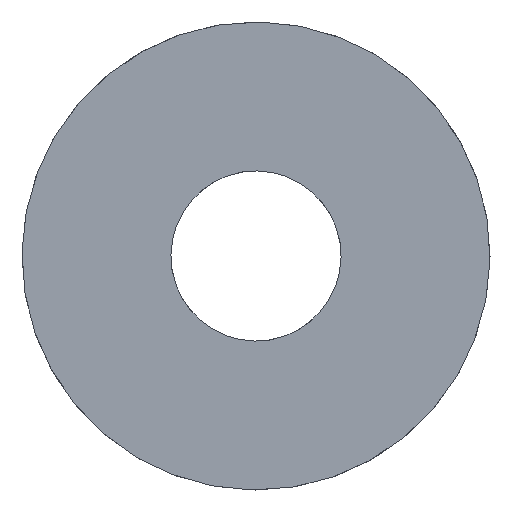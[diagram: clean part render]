
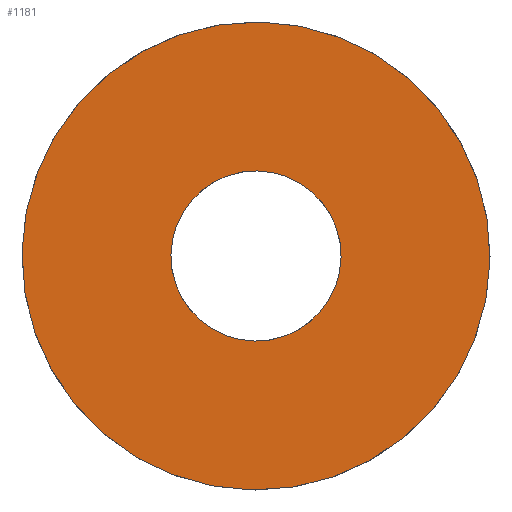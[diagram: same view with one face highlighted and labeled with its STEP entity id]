
A CAD part, front view. The second image highlights one B-rep face of the part: STEP entity #1181.
In plain terms, the highlighted face is planar.
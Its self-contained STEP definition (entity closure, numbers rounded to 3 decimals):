
#34 = ORIENTED_EDGE ( 'NONE', *, *, #80, .T. ) ;
#54 = DIRECTION ( 'NONE',  ( 0., 1., 0. ) ) ;
#77 = CIRCLE ( 'NONE', #1403, 4. ) ;
#80 = EDGE_CURVE ( 'NONE', #383, #1721, #411, .T. ) ;
#176 = CARTESIAN_POINT ( 'NONE',  ( 0., 2.3, -11. ) ) ;
#191 = AXIS2_PLACEMENT_3D ( 'NONE', #733, #54, #1052 ) ;
#309 = VERTEX_POINT ( 'NONE', #1210 ) ;
#383 = VERTEX_POINT ( 'NONE', #974 ) ;
#409 = VERTEX_POINT ( 'NONE', #1689 ) ;
#411 = CIRCLE ( 'NONE', #191, 11. ) ;
#471 = ORIENTED_EDGE ( 'NONE', *, *, #805, .F. ) ;
#499 = ORIENTED_EDGE ( 'NONE', *, *, #629, .T. ) ;
#618 = DIRECTION ( 'NONE',  ( 0., 1., 0. ) ) ;
#629 = EDGE_CURVE ( 'NONE', #1721, #383, #1696, .T. ) ;
#687 = AXIS2_PLACEMENT_3D ( 'NONE', #968, #618, #1441 ) ;
#733 = CARTESIAN_POINT ( 'NONE',  ( 0., 2.3, 0. ) ) ;
#750 = CARTESIAN_POINT ( 'NONE',  ( 0., 2.3, 0. ) ) ;
#766 = FACE_OUTER_BOUND ( 'NONE', #1245, .T. ) ;
#788 = DIRECTION ( 'NONE',  ( 0., 0., 1. ) ) ;
#805 = EDGE_CURVE ( 'NONE', #309, #409, #1322, .T. ) ;
#937 = CARTESIAN_POINT ( 'NONE',  ( 0., 2.3, 0. ) ) ;
#968 = CARTESIAN_POINT ( 'NONE',  ( 0., 2.3, 0. ) ) ;
#974 = CARTESIAN_POINT ( 'NONE',  ( 0., 2.3, 11. ) ) ;
#1044 = EDGE_CURVE ( 'NONE', #409, #309, #77, .T. ) ;
#1052 = DIRECTION ( 'NONE',  ( 0., 0., 1. ) ) ;
#1164 = DIRECTION ( 'NONE',  ( 0., 0., 1. ) ) ;
#1181 = ADVANCED_FACE ( 'NONE', ( #766, #1341 ), #1777, .T. ) ;
#1185 = DIRECTION ( 'NONE',  ( 0., 1., 0. ) ) ;
#1210 = CARTESIAN_POINT ( 'NONE',  ( 0., 2.3, -4. ) ) ;
#1219 = DIRECTION ( 'NONE',  ( 0., 1., 0. ) ) ;
#1233 = CARTESIAN_POINT ( 'NONE',  ( 0., 2.3, 0. ) ) ;
#1245 = EDGE_LOOP ( 'NONE', ( #499, #34 ) ) ;
#1322 = CIRCLE ( 'NONE', #1550, 4. ) ;
#1341 = FACE_BOUND ( 'NONE', #1756, .T. ) ;
#1366 = DIRECTION ( 'NONE',  ( 0., 0., 1. ) ) ;
#1403 = AXIS2_PLACEMENT_3D ( 'NONE', #750, #1185, #1164 ) ;
#1441 = DIRECTION ( 'NONE',  ( 0., 0., 1. ) ) ;
#1505 = DIRECTION ( 'NONE',  ( 0., 1., 0. ) ) ;
#1550 = AXIS2_PLACEMENT_3D ( 'NONE', #1233, #1219, #1366 ) ;
#1565 = ORIENTED_EDGE ( 'NONE', *, *, #1044, .F. ) ;
#1689 = CARTESIAN_POINT ( 'NONE',  ( 0., 2.3, 4. ) ) ;
#1696 = CIRCLE ( 'NONE', #687, 11. ) ;
#1721 = VERTEX_POINT ( 'NONE', #176 ) ;
#1756 = EDGE_LOOP ( 'NONE', ( #471, #1565 ) ) ;
#1777 = PLANE ( 'NONE',  #1807 ) ;
#1807 = AXIS2_PLACEMENT_3D ( 'NONE', #937, #1505, #788 ) ;
